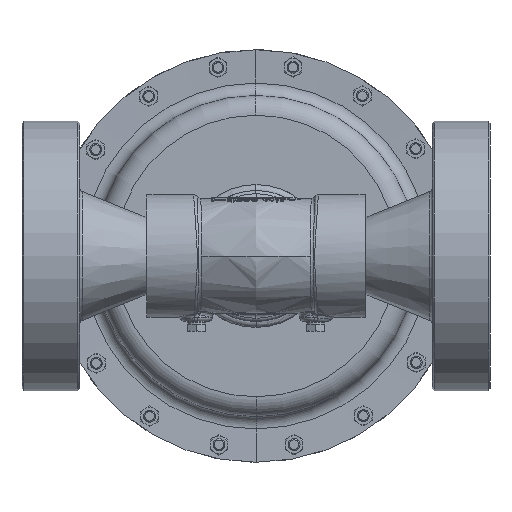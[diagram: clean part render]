
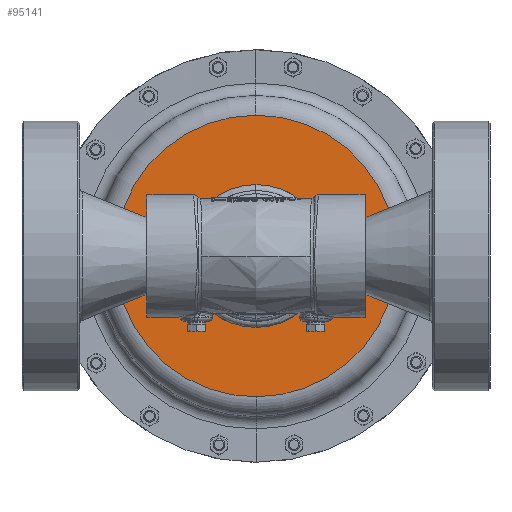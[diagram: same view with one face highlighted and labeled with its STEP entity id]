
A CAD part, front view. The second image highlights one B-rep face of the part: STEP entity #95141.
In plain terms, the highlighted planar face has unit normal (0, -1, 0).
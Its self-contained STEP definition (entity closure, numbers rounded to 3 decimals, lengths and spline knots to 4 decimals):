
#3267 = ORIENTED_EDGE ( 'NONE', *, *, #26989, .F. ) ;
#8317 = CARTESIAN_POINT ( 'NONE',  ( -3.4993, 8.2838, -0.2555 ) ) ;
#11159 = AXIS2_PLACEMENT_3D ( 'NONE', #114106, #113898, #113701 ) ;
#12475 = VERTEX_POINT ( 'NONE', #8317 ) ;
#19564 = EDGE_LOOP ( 'NONE', ( #41208, #138476 ) ) ;
#22714 = CARTESIAN_POINT ( 'NONE',  ( -0.0122, 8.2838, 4.4375 ) ) ;
#26989 = EDGE_CURVE ( 'NONE', #12475, #160488, #101374, .T. ) ;
#31125 = CARTESIAN_POINT ( 'NONE',  ( -3.5, 8.2838, -0.0096 ) ) ;
#38291 = DIRECTION ( 'NONE',  ( 0., 1., 0. ) ) ;
#41208 = ORIENTED_EDGE ( 'NONE', *, *, #137593, .F. ) ;
#43961 = DIRECTION ( 'NONE',  ( -0.003, 0., 1. ) ) ;
#44377 = AXIS2_PLACEMENT_3D ( 'NONE', #115480, #38291, #128430 ) ;
#44552 = CIRCLE ( 'NONE', #48537, 4.4375 ) ;
#46091 = EDGE_CURVE ( 'NONE', #160488, #12475, #143779, .T. ) ;
#48537 = AXIS2_PLACEMENT_3D ( 'NONE', #135753, #58522, #148674 ) ;
#57290 = CARTESIAN_POINT ( 'NONE',  ( -2.016, 8.2838, -0.0055 ) ) ;
#58522 = DIRECTION ( 'NONE',  ( 0., 1., 0. ) ) ;
#71540 = ORIENTED_EDGE ( 'NONE', *, *, #46091, .F. ) ;
#76629 = CARTESIAN_POINT ( 'NONE',  ( 0.0122, 8.2838, -4.4375 ) ) ;
#79007 = CIRCLE ( 'NONE', #44377, 4.4375 ) ;
#95141 = ADVANCED_FACE ( 'NONE', ( #100899, #104894 ), #96282, .T. ) ;
#96282 = PLANE ( 'NONE',  #109834 ) ;
#100899 = FACE_BOUND ( 'NONE', #126718, .T. ) ;
#101374 = CIRCLE ( 'NONE', #11159, 0.2458 ) ;
#104894 = FACE_OUTER_BOUND ( 'NONE', #19564, .T. ) ;
#109834 = AXIS2_PLACEMENT_3D ( 'NONE', #57290, #160380, #122148 ) ;
#113701 = DIRECTION ( 'NONE',  ( -0.003, 0., 1. ) ) ;
#113898 = DIRECTION ( 'NONE',  ( 0., -1., 0. ) ) ;
#114106 = CARTESIAN_POINT ( 'NONE',  ( -3.5, 8.2838, -0.0096 ) ) ;
#115480 = CARTESIAN_POINT ( 'NONE',  ( 0., 8.2838, 0. ) ) ;
#121091 = DIRECTION ( 'NONE',  ( 0., -1., 0. ) ) ;
#122148 = DIRECTION ( 'NONE',  ( -0.003, 0., 1. ) ) ;
#126718 = EDGE_LOOP ( 'NONE', ( #71540, #3267 ) ) ;
#128430 = DIRECTION ( 'NONE',  ( 0.003, 0., -1. ) ) ;
#134283 = AXIS2_PLACEMENT_3D ( 'NONE', #31125, #121091, #43961 ) ;
#135753 = CARTESIAN_POINT ( 'NONE',  ( 0., 8.2838, 0. ) ) ;
#137593 = EDGE_CURVE ( 'NONE', #142115, #139429, #79007, .T. ) ;
#138476 = ORIENTED_EDGE ( 'NONE', *, *, #153119, .F. ) ;
#139429 = VERTEX_POINT ( 'NONE', #22714 ) ;
#140223 = CARTESIAN_POINT ( 'NONE',  ( -3.5007, 8.2838, 0.2362 ) ) ;
#142115 = VERTEX_POINT ( 'NONE', #76629 ) ;
#143779 = CIRCLE ( 'NONE', #134283, 0.2458 ) ;
#148674 = DIRECTION ( 'NONE',  ( 0.003, 0., -1. ) ) ;
#153119 = EDGE_CURVE ( 'NONE', #139429, #142115, #44552, .T. ) ;
#160380 = DIRECTION ( 'NONE',  ( 0., -1., 0. ) ) ;
#160488 = VERTEX_POINT ( 'NONE', #140223 ) ;
